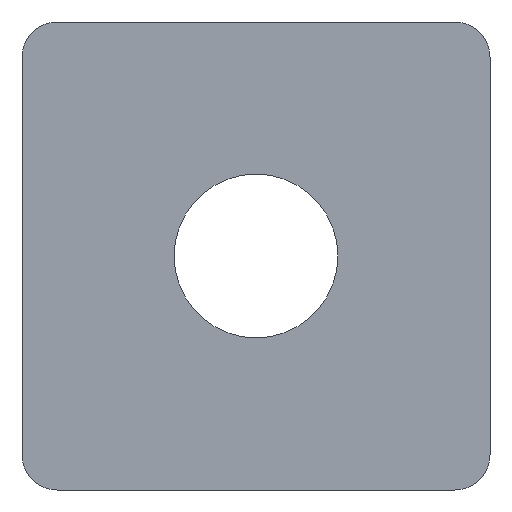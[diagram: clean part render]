
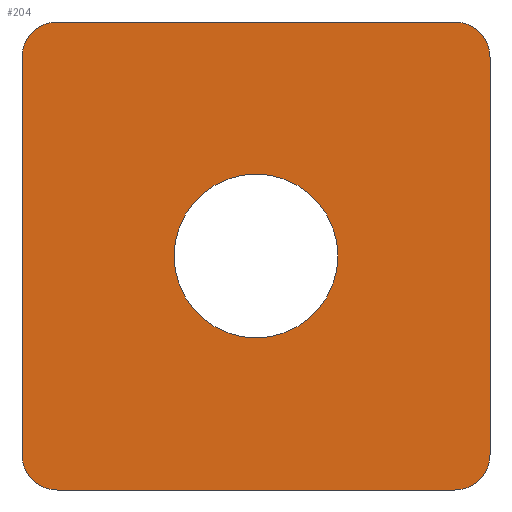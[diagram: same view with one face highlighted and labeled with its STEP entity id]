
A CAD part, front view. The second image highlights one B-rep face of the part: STEP entity #204.
In plain terms, the highlighted planar face has unit normal (0, -1, 0).
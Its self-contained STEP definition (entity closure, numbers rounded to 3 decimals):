
#14=FACE_BOUND('',#44,.T.);
#17=PLANE('',#240);
#32=FACE_OUTER_BOUND('',#43,.T.);
#43=EDGE_LOOP('',(#151,#152,#153,#154,#155,#156,#157,#158));
#44=EDGE_LOOP('',(#159));
#56=LINE('',#330,#73);
#59=LINE('',#336,#76);
#60=LINE('',#340,#77);
#61=LINE('',#344,#78);
#73=VECTOR('',#269,10.);
#76=VECTOR('',#274,10.);
#77=VECTOR('',#277,10.);
#78=VECTOR('',#280,10.);
#89=CIRCLE('',#238,3.);
#90=CIRCLE('',#241,3.);
#91=CIRCLE('',#242,3.);
#92=CIRCLE('',#243,3.);
#93=CIRCLE('',#244,7.);
#100=VERTEX_POINT('',#323);
#101=VERTEX_POINT('',#325);
#102=VERTEX_POINT('',#329);
#104=VERTEX_POINT('',#335);
#105=VERTEX_POINT('',#337);
#106=VERTEX_POINT('',#339);
#107=VERTEX_POINT('',#341);
#108=VERTEX_POINT('',#343);
#109=VERTEX_POINT('',#346);
#118=EDGE_CURVE('',#100,#101,#89,.T.);
#120=EDGE_CURVE('',#102,#101,#56,.T.);
#123=EDGE_CURVE('',#100,#104,#59,.T.);
#124=EDGE_CURVE('',#105,#104,#90,.T.);
#125=EDGE_CURVE('',#105,#106,#60,.T.);
#126=EDGE_CURVE('',#107,#106,#91,.T.);
#127=EDGE_CURVE('',#107,#108,#61,.T.);
#128=EDGE_CURVE('',#102,#108,#92,.T.);
#129=EDGE_CURVE('',#109,#109,#93,.T.);
#151=ORIENTED_EDGE('',*,*,#118,.F.);
#152=ORIENTED_EDGE('',*,*,#123,.T.);
#153=ORIENTED_EDGE('',*,*,#124,.F.);
#154=ORIENTED_EDGE('',*,*,#125,.T.);
#155=ORIENTED_EDGE('',*,*,#126,.F.);
#156=ORIENTED_EDGE('',*,*,#127,.T.);
#157=ORIENTED_EDGE('',*,*,#128,.F.);
#158=ORIENTED_EDGE('',*,*,#120,.T.);
#159=ORIENTED_EDGE('',*,*,#129,.T.);
#204=ADVANCED_FACE('',(#32,#14),#17,.F.);
#238=AXIS2_PLACEMENT_3D('',#326,#264,#265);
#240=AXIS2_PLACEMENT_3D('',#334,#272,#273);
#241=AXIS2_PLACEMENT_3D('',#338,#275,#276);
#242=AXIS2_PLACEMENT_3D('',#342,#278,#279);
#243=AXIS2_PLACEMENT_3D('',#345,#281,#282);
#244=AXIS2_PLACEMENT_3D('',#347,#283,#284);
#264=DIRECTION('center_axis',(0.,1.,0.));
#265=DIRECTION('ref_axis',(-0.707,0.,0.707));
#269=DIRECTION('',(-1.,0.,0.));
#272=DIRECTION('center_axis',(0.,1.,0.));
#273=DIRECTION('ref_axis',(0.,0.,1.));
#274=DIRECTION('',(0.,0.,-1.));
#275=DIRECTION('center_axis',(0.,1.,0.));
#276=DIRECTION('ref_axis',(-0.707,0.,-0.707));
#277=DIRECTION('',(1.,0.,0.));
#278=DIRECTION('center_axis',(0.,1.,0.));
#279=DIRECTION('ref_axis',(0.707,0.,-0.707));
#280=DIRECTION('',(0.,0.,1.));
#281=DIRECTION('center_axis',(0.,1.,0.));
#282=DIRECTION('ref_axis',(0.707,0.,0.707));
#283=DIRECTION('center_axis',(0.,1.,0.));
#284=DIRECTION('ref_axis',(-1.,0.,0.));
#323=CARTESIAN_POINT('',(-40.,0.,-3.));
#325=CARTESIAN_POINT('',(-37.,0.,0.));
#326=CARTESIAN_POINT('Origin',(-37.,0.,-3.));
#329=CARTESIAN_POINT('',(-3.,0.,0.));
#330=CARTESIAN_POINT('',(0.,0.,0.));
#334=CARTESIAN_POINT('Origin',(-20.,0.,-20.));
#335=CARTESIAN_POINT('',(-40.,0.,-37.));
#336=CARTESIAN_POINT('',(-40.,0.,0.));
#337=CARTESIAN_POINT('',(-37.,0.,-40.));
#338=CARTESIAN_POINT('Origin',(-37.,0.,-37.));
#339=CARTESIAN_POINT('',(-3.,0.,-40.));
#340=CARTESIAN_POINT('',(-40.,0.,-40.));
#341=CARTESIAN_POINT('',(0.,0.,-37.));
#342=CARTESIAN_POINT('Origin',(-3.,0.,-37.));
#343=CARTESIAN_POINT('',(0.,0.,-3.));
#344=CARTESIAN_POINT('',(0.,0.,-40.));
#345=CARTESIAN_POINT('Origin',(-3.,0.,-3.));
#346=CARTESIAN_POINT('',(-13.,0.,-20.));
#347=CARTESIAN_POINT('Origin',(-20.,0.,-20.));
